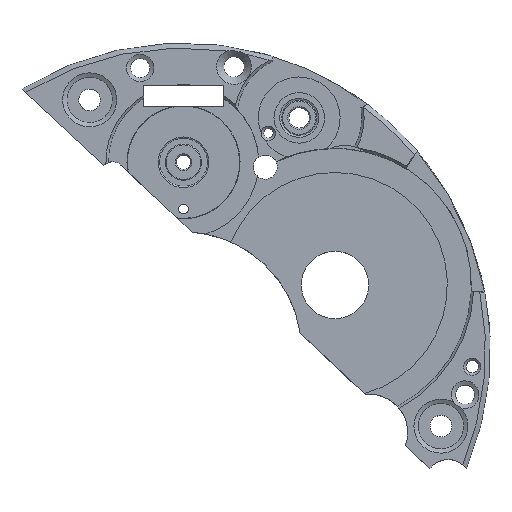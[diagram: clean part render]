
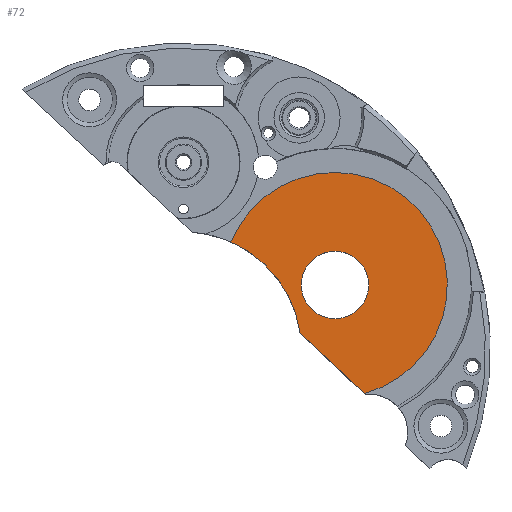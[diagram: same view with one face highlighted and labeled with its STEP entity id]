
A CAD part, top view. The second image highlights one B-rep face of the part: STEP entity #72.
In plain terms, the highlighted planar face has unit normal (0, 0, 1).
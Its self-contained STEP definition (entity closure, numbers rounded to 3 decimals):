
#72=ADVANCED_FACE('',(#333,#335),#337,.T.);
#333=FACE_BOUND('',#334,.T.);
#334=EDGE_LOOP('',(#1138,#1139,#1140));
#335=FACE_BOUND('',#336,.T.);
#336=EDGE_LOOP('',(#1141));
#337=PLANE('',#338);
#338=AXIS2_PLACEMENT_3D('',#339,#340,#341);
#339=CARTESIAN_POINT('',(108.28,103.294,0.64));
#340=DIRECTION('',(0.,0.,1.));
#341=DIRECTION('',(1.,0.,0.));
#1138=ORIENTED_EDGE('',*,*,#1654,.T.);
#1139=ORIENTED_EDGE('',*,*,#1655,.F.);
#1140=ORIENTED_EDGE('',*,*,#1656,.F.);
#1141=ORIENTED_EDGE('',*,*,#1610,.F.);
#1610=EDGE_CURVE('',#1902,#1902,#1903,.T.);
#1654=EDGE_CURVE('',#1987,#1988,#1989,.T.);
#1655=EDGE_CURVE('',#1990,#1988,#1991,.T.);
#1656=EDGE_CURVE('',#1987,#1990,#1992,.T.);
#1902=VERTEX_POINT('',#2834);
#1903=CIRCLE('',#2835,1.4);
#1987=VERTEX_POINT('',#3147);
#1988=VERTEX_POINT('',#3148);
#1989=CIRCLE('',#3149,4.675);
#1990=VERTEX_POINT('',#3153);
#1991=CIRCLE('',#3154,4.9);
#1992=LINE('',#3158,#3159);
#2834=CARTESIAN_POINT('',(107.692,102.699,0.64));
#2835=AXIS2_PLACEMENT_3D('',#2836,#2837,#2838);
#2836=CARTESIAN_POINT('',(106.292,102.699,0.64));
#2837=DIRECTION('',(0.,0.,1.));
#2838=DIRECTION('',(-1.,0.,0.));
#3147=CARTESIAN_POINT('',(107.515,98.187,0.64));
#3148=CARTESIAN_POINT('',(101.972,104.486,0.64));
#3149=AXIS2_PLACEMENT_3D('',#3150,#3151,#3152);
#3150=CARTESIAN_POINT('',(106.292,102.699,0.64));
#3151=DIRECTION('',(0.,0.,1.));
#3152=DIRECTION('',(0.262,-0.965,0.));
#3153=CARTESIAN_POINT('',(104.852,100.684,0.64));
#3154=AXIS2_PLACEMENT_3D('',#3155,#3156,#3157);
#3155=CARTESIAN_POINT('',(100.,100.,0.64));
#3156=DIRECTION('',(0.,0.,1.));
#3157=DIRECTION('',(0.99,0.14,0.));
#3158=CARTESIAN_POINT('',(107.515,98.187,0.64));
#3159=VECTOR('',#3160,1.);
#3160=DIRECTION('',(-0.729,0.684,0.));
